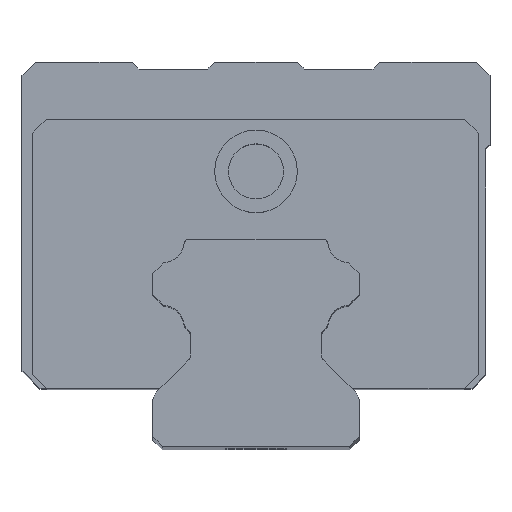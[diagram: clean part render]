
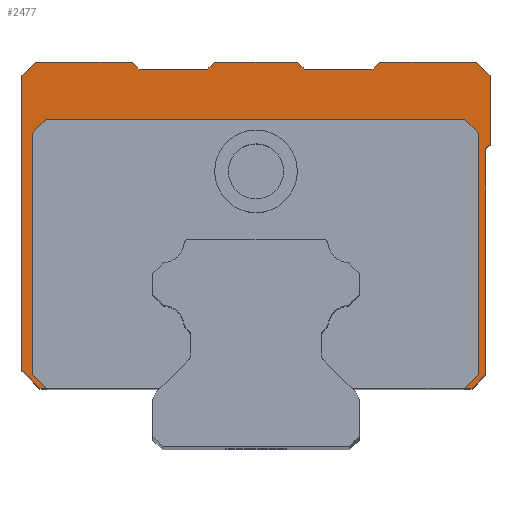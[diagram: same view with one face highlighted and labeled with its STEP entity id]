
A CAD part, top view. The second image highlights one B-rep face of the part: STEP entity #2477.
In plain terms, the highlighted planar face has unit normal (0, 0, 1).
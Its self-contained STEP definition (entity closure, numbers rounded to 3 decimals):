
#637=DIRECTION('',(0.707,0.707,0.));
#638=VECTOR('',#637,1.451);
#639=CARTESIAN_POINT('',(15.131,-10.7,19.7));
#640=LINE('',#639,#638);
#641=DIRECTION('',(-0.707,0.707,0.));
#642=VECTOR('',#641,1.414);
#643=CARTESIAN_POINT('',(16.157,7.826,19.7));
#644=LINE('',#643,#642);
#645=DIRECTION('',(-0.707,-0.707,0.));
#646=VECTOR('',#645,1.414);
#647=CARTESIAN_POINT('',(-15.243,8.826,19.7));
#648=LINE('',#647,#646);
#649=DIRECTION('',(0.707,-0.707,0.));
#650=VECTOR('',#649,1.451);
#651=CARTESIAN_POINT('',(-16.243,-9.674,19.7));
#652=LINE('',#651,#650);
#653=DIRECTION('',(-1.,0.,0.));
#654=VECTOR('',#653,0.483);
#655=CARTESIAN_POINT('',(-15.217,-10.7,19.7));
#656=LINE('',#655,#654);
#657=DIRECTION('',(-0.707,0.707,0.));
#658=VECTOR('',#657,1.838);
#659=CARTESIAN_POINT('',(-15.7,-10.7,19.7));
#660=LINE('',#659,#658);
#661=DIRECTION('',(0.,1.,0.));
#662=VECTOR('',#661,21.4);
#663=CARTESIAN_POINT('',(-17.,-9.4,19.7));
#664=LINE('',#663,#662);
#665=DIRECTION('',(0.707,0.707,0.));
#666=VECTOR('',#665,1.414);
#667=CARTESIAN_POINT('',(-17.,12.,19.7));
#668=LINE('',#667,#666);
#669=DIRECTION('',(1.,0.,0.));
#670=VECTOR('',#669,7.);
#671=CARTESIAN_POINT('',(-16.,13.,19.7));
#672=LINE('',#671,#670);
#673=DIRECTION('',(0.707,-0.707,0.));
#674=VECTOR('',#673,0.707);
#675=CARTESIAN_POINT('',(-9.,13.,19.7));
#676=LINE('',#675,#674);
#677=DIRECTION('',(1.,0.,0.));
#678=VECTOR('',#677,5.);
#679=CARTESIAN_POINT('',(-8.5,12.5,19.7));
#680=LINE('',#679,#678);
#681=DIRECTION('',(0.707,0.707,0.));
#682=VECTOR('',#681,0.707);
#683=CARTESIAN_POINT('',(-3.5,12.5,19.7));
#684=LINE('',#683,#682);
#685=DIRECTION('',(1.,0.,0.));
#686=VECTOR('',#685,6.);
#687=CARTESIAN_POINT('',(-3.,13.,19.7));
#688=LINE('',#687,#686);
#689=DIRECTION('',(0.707,-0.707,0.));
#690=VECTOR('',#689,0.707);
#691=CARTESIAN_POINT('',(3.,13.,19.7));
#692=LINE('',#691,#690);
#693=DIRECTION('',(1.,0.,0.));
#694=VECTOR('',#693,5.);
#695=CARTESIAN_POINT('',(3.5,12.5,19.7));
#696=LINE('',#695,#694);
#697=DIRECTION('',(0.707,0.707,0.));
#698=VECTOR('',#697,0.707);
#699=CARTESIAN_POINT('',(8.5,12.5,19.7));
#700=LINE('',#699,#698);
#701=DIRECTION('',(1.,0.,0.));
#702=VECTOR('',#701,7.);
#703=CARTESIAN_POINT('',(9.,13.,19.7));
#704=LINE('',#703,#702);
#705=DIRECTION('',(0.707,-0.707,0.));
#706=VECTOR('',#705,1.414);
#707=CARTESIAN_POINT('',(16.,13.,19.7));
#708=LINE('',#707,#706);
#709=DIRECTION('',(0.,-1.,0.));
#710=VECTOR('',#709,5.);
#711=CARTESIAN_POINT('',(17.,12.,19.7));
#712=LINE('',#711,#710);
#713=DIRECTION('',(-0.707,-0.707,0.));
#714=VECTOR('',#713,0.424);
#715=CARTESIAN_POINT('',(17.,7.,19.7));
#716=LINE('',#715,#714);
#717=DIRECTION('',(0.,-1.,0.));
#718=VECTOR('',#717,16.4);
#719=CARTESIAN_POINT('',(16.7,6.7,19.7));
#720=LINE('',#719,#718);
#721=DIRECTION('',(-0.707,-0.707,0.));
#722=VECTOR('',#721,1.414);
#723=CARTESIAN_POINT('',(16.7,-9.7,19.7));
#724=LINE('',#723,#722);
#725=DIRECTION('',(-1.,0.,0.));
#726=VECTOR('',#725,0.569);
#727=CARTESIAN_POINT('',(15.7,-10.7,19.7));
#728=LINE('',#727,#726);
#733=DIRECTION('',(0.,-1.,0.));
#734=VECTOR('',#733,17.5);
#735=CARTESIAN_POINT('',(16.157,7.826,19.7));
#736=LINE('',#735,#734);
#755=DIRECTION('',(1.,0.,0.));
#756=VECTOR('',#755,30.4);
#757=CARTESIAN_POINT('',(-15.243,8.826,19.7));
#758=LINE('',#757,#756);
#777=DIRECTION('',(0.,1.,0.));
#778=VECTOR('',#777,17.5);
#779=CARTESIAN_POINT('',(-16.243,-9.674,19.7));
#780=LINE('',#779,#778);
#1289=CARTESIAN_POINT('',(-15.7,-10.7,19.7));
#1290=VERTEX_POINT('',#1289);
#1291=CARTESIAN_POINT('',(-15.217,-10.7,19.7));
#1292=VERTEX_POINT('',#1291);
#1405=CARTESIAN_POINT('',(15.131,-10.7,19.7));
#1406=VERTEX_POINT('',#1405);
#1407=CARTESIAN_POINT('',(15.7,-10.7,19.7));
#1408=VERTEX_POINT('',#1407);
#1421=CARTESIAN_POINT('',(-16.243,-9.674,19.7));
#1422=VERTEX_POINT('',#1421);
#1423=CARTESIAN_POINT('',(16.157,-9.674,19.7));
#1424=VERTEX_POINT('',#1423);
#1425=CARTESIAN_POINT('',(16.157,7.826,19.7));
#1426=VERTEX_POINT('',#1425);
#1427=CARTESIAN_POINT('',(15.157,8.826,19.7));
#1428=VERTEX_POINT('',#1427);
#1429=CARTESIAN_POINT('',(-15.243,8.826,19.7));
#1430=VERTEX_POINT('',#1429);
#1431=CARTESIAN_POINT('',(-16.243,7.826,19.7));
#1432=VERTEX_POINT('',#1431);
#1433=CARTESIAN_POINT('',(-17.,-9.4,19.7));
#1434=VERTEX_POINT('',#1433);
#1435=CARTESIAN_POINT('',(-17.,12.,19.7));
#1436=VERTEX_POINT('',#1435);
#1437=CARTESIAN_POINT('',(-16.,13.,19.7));
#1438=VERTEX_POINT('',#1437);
#1439=CARTESIAN_POINT('',(-9.,13.,19.7));
#1440=VERTEX_POINT('',#1439);
#1441=CARTESIAN_POINT('',(-8.5,12.5,19.7));
#1442=VERTEX_POINT('',#1441);
#1443=CARTESIAN_POINT('',(-3.5,12.5,19.7));
#1444=VERTEX_POINT('',#1443);
#1445=CARTESIAN_POINT('',(-3.,13.,19.7));
#1446=VERTEX_POINT('',#1445);
#1447=CARTESIAN_POINT('',(3.,13.,19.7));
#1448=VERTEX_POINT('',#1447);
#1449=CARTESIAN_POINT('',(3.5,12.5,19.7));
#1450=VERTEX_POINT('',#1449);
#1451=CARTESIAN_POINT('',(8.5,12.5,19.7));
#1452=VERTEX_POINT('',#1451);
#1453=CARTESIAN_POINT('',(9.,13.,19.7));
#1454=VERTEX_POINT('',#1453);
#1455=CARTESIAN_POINT('',(16.,13.,19.7));
#1456=VERTEX_POINT('',#1455);
#1457=CARTESIAN_POINT('',(17.,12.,19.7));
#1458=VERTEX_POINT('',#1457);
#1459=CARTESIAN_POINT('',(17.,7.,19.7));
#1460=VERTEX_POINT('',#1459);
#1461=CARTESIAN_POINT('',(16.7,6.7,19.7));
#1462=VERTEX_POINT('',#1461);
#1463=CARTESIAN_POINT('',(16.7,-9.7,19.7));
#1464=VERTEX_POINT('',#1463);
#2421=CARTESIAN_POINT('',(0.,0.,19.7));
#2422=DIRECTION('',(0.,0.,1.));
#2423=DIRECTION('',(1.,0.,0.));
#2424=AXIS2_PLACEMENT_3D('',#2421,#2422,#2423);
#2425=PLANE('',#2424);
#2427=ORIENTED_EDGE('',*,*,#2426,.T.);
#2429=ORIENTED_EDGE('',*,*,#2428,.F.);
#2431=ORIENTED_EDGE('',*,*,#2430,.T.);
#2433=ORIENTED_EDGE('',*,*,#2432,.F.);
#2435=ORIENTED_EDGE('',*,*,#2434,.T.);
#2437=ORIENTED_EDGE('',*,*,#2436,.F.);
#2438=ORIENTED_EDGE('',*,*,#2412,.T.);
#2439=ORIENTED_EDGE('',*,*,#1783,.T.);
#2441=ORIENTED_EDGE('',*,*,#2440,.T.);
#2443=ORIENTED_EDGE('',*,*,#2442,.T.);
#2445=ORIENTED_EDGE('',*,*,#2444,.T.);
#2447=ORIENTED_EDGE('',*,*,#2446,.T.);
#2449=ORIENTED_EDGE('',*,*,#2448,.T.);
#2451=ORIENTED_EDGE('',*,*,#2450,.T.);
#2453=ORIENTED_EDGE('',*,*,#2452,.T.);
#2455=ORIENTED_EDGE('',*,*,#2454,.T.);
#2457=ORIENTED_EDGE('',*,*,#2456,.T.);
#2459=ORIENTED_EDGE('',*,*,#2458,.T.);
#2461=ORIENTED_EDGE('',*,*,#2460,.T.);
#2463=ORIENTED_EDGE('',*,*,#2462,.T.);
#2465=ORIENTED_EDGE('',*,*,#2464,.T.);
#2467=ORIENTED_EDGE('',*,*,#2466,.T.);
#2469=ORIENTED_EDGE('',*,*,#2468,.T.);
#2471=ORIENTED_EDGE('',*,*,#2470,.T.);
#2473=ORIENTED_EDGE('',*,*,#2472,.T.);
#2474=ORIENTED_EDGE('',*,*,#2211,.T.);
#2475=EDGE_LOOP('',(#2427,#2429,#2431,#2433,#2435,#2437,#2438,#2439,#2441,#2443,
#2445,#2447,#2449,#2451,#2453,#2455,#2457,#2459,#2461,#2463,#2465,#2467,#2469,
#2471,#2473,#2474));
#2476=FACE_OUTER_BOUND('',#2475,.F.);
#2477=ADVANCED_FACE('',(#2476),#2425,.T.);
#1783=EDGE_CURVE('',#1292,#1290,#656,.T.);
#2211=EDGE_CURVE('',#1408,#1406,#728,.T.);
#2412=EDGE_CURVE('',#1422,#1292,#652,.T.);
#2426=EDGE_CURVE('',#1406,#1424,#640,.T.);
#2428=EDGE_CURVE('',#1426,#1424,#736,.T.);
#2430=EDGE_CURVE('',#1426,#1428,#644,.T.);
#2432=EDGE_CURVE('',#1430,#1428,#758,.T.);
#2434=EDGE_CURVE('',#1430,#1432,#648,.T.);
#2436=EDGE_CURVE('',#1422,#1432,#780,.T.);
#2440=EDGE_CURVE('',#1290,#1434,#660,.T.);
#2442=EDGE_CURVE('',#1434,#1436,#664,.T.);
#2444=EDGE_CURVE('',#1436,#1438,#668,.T.);
#2446=EDGE_CURVE('',#1438,#1440,#672,.T.);
#2448=EDGE_CURVE('',#1440,#1442,#676,.T.);
#2450=EDGE_CURVE('',#1442,#1444,#680,.T.);
#2452=EDGE_CURVE('',#1444,#1446,#684,.T.);
#2454=EDGE_CURVE('',#1446,#1448,#688,.T.);
#2456=EDGE_CURVE('',#1448,#1450,#692,.T.);
#2458=EDGE_CURVE('',#1450,#1452,#696,.T.);
#2460=EDGE_CURVE('',#1452,#1454,#700,.T.);
#2462=EDGE_CURVE('',#1454,#1456,#704,.T.);
#2464=EDGE_CURVE('',#1456,#1458,#708,.T.);
#2466=EDGE_CURVE('',#1458,#1460,#712,.T.);
#2468=EDGE_CURVE('',#1460,#1462,#716,.T.);
#2470=EDGE_CURVE('',#1462,#1464,#720,.T.);
#2472=EDGE_CURVE('',#1464,#1408,#724,.T.);
